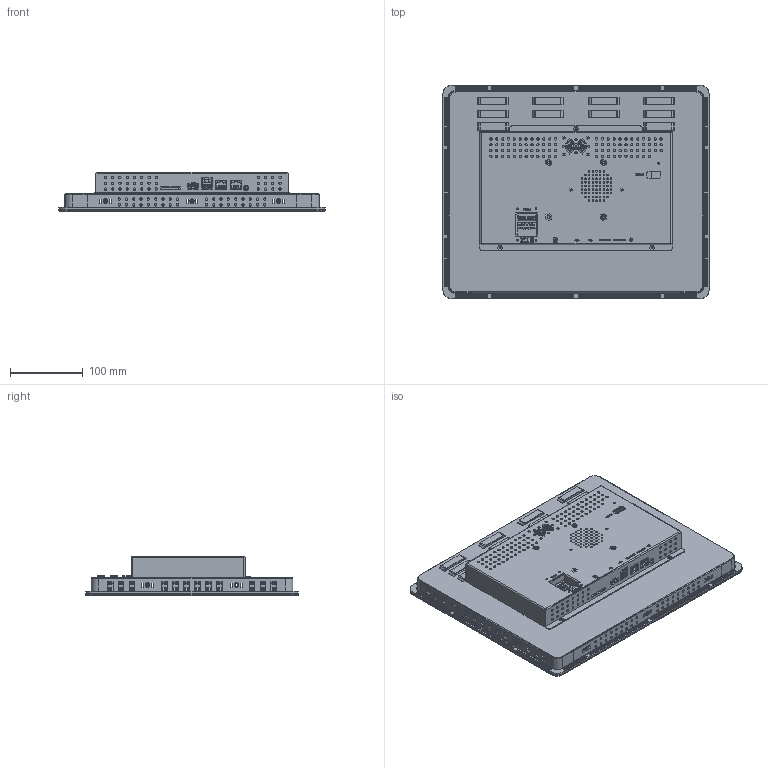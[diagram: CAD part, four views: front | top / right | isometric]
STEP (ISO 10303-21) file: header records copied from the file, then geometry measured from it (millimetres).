
FILE_DESCRIPTION (( 'STEP AP203' ), '1' );
FILE_NAME ('cMT-iPC15_150617.STEP', '2017-07-28T07:14:39', ( 'annayang' ), ( '' ), 'SwSTEP 2.0', 'SolidWorks 2011', '' );
FILE_SCHEMA (( 'CONFIG_CONTROL_DESIGN' ));
Length unit declared in the file: millimetre
Products named in the file (1): cMT-iPC15_150617
Bounding box: 366 x 293 x 54.61 mm (x, y, z)
Surface area: 651052.4 mm2 (no closed solid volume)
Topology: 0 solids, 75 shells, 1602 faces, 7186 edges, 5668 vertices
Faces by surface type: cylinder 859, plane 681, cone 46, sphere 8, torus 4, bspline 4
Entity records: 80231 total; most frequent: CARTESIAN_POINT 20533, DIRECTION 12302, ORIENTED_EDGE 10868, EDGE_CURVE 7186, VERTEX_POINT 5668, LINE 4466, VECTOR 4466, AXIS2_PLACEMENT_3D 3918
